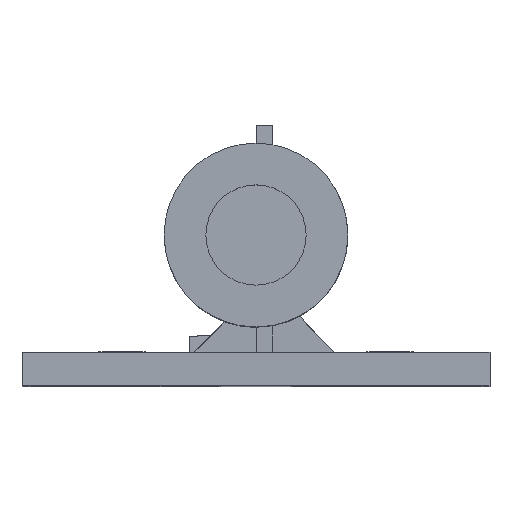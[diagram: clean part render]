
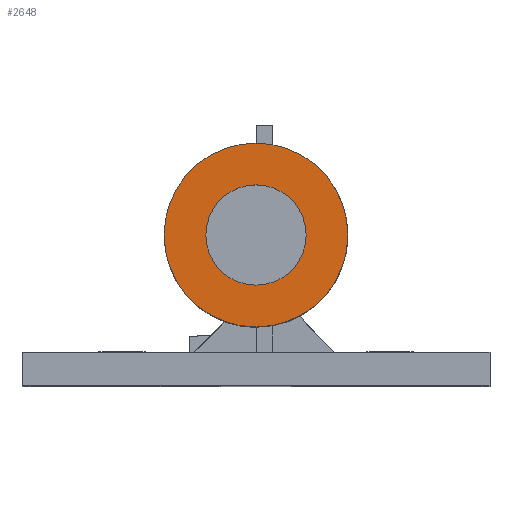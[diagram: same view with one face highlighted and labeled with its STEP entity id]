
A CAD part, top view. The second image highlights one B-rep face of the part: STEP entity #2648.
In plain terms, the highlighted planar face has unit normal (0, 0, 1).
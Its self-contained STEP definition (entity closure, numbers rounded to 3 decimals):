
#2648=ADVANCED_FACE('',(#8235,#8237),#8239,.T.);
#8235=FACE_BOUND('',#8236,.T.);
#8236=EDGE_LOOP('',(#10943));
#8237=FACE_BOUND('',#8238,.T.);
#8238=EDGE_LOOP('',(#10944));
#8239=PLANE('',#8240);
#8240=AXIS2_PLACEMENT_3D('',#8241,#8242,#8243);
#8241=CARTESIAN_POINT('',(0.,4.5,12.));
#8242=DIRECTION('',(0.,0.,1.));
#8243=DIRECTION('',(1.,0.,0.));
#10943=ORIENTED_EDGE('',*,*,#11993,.T.);
#10944=ORIENTED_EDGE('',*,*,#11989,.F.);
#11989=EDGE_CURVE('',#13536,#13536,#13537,.T.);
#11993=EDGE_CURVE('',#13542,#13542,#13543,.T.);
#13536=VERTEX_POINT('',#22339);
#13537=CIRCLE('',#22340,1.5);
#13542=VERTEX_POINT('',#22357);
#13543=CIRCLE('',#22358,2.75);
#22339=CARTESIAN_POINT('',(1.5,4.5,12.));
#22340=AXIS2_PLACEMENT_3D('',#22341,#22342,#22343);
#22341=CARTESIAN_POINT('',(0.,4.5,12.));
#22342=DIRECTION('',(0.,0.,1.));
#22343=DIRECTION('',(1.,0.,0.));
#22357=CARTESIAN_POINT('',(2.75,4.5,12.));
#22358=AXIS2_PLACEMENT_3D('',#22359,#22360,#22361);
#22359=CARTESIAN_POINT('',(0.,4.5,12.));
#22360=DIRECTION('',(0.,0.,1.));
#22361=DIRECTION('',(1.,0.,0.));
